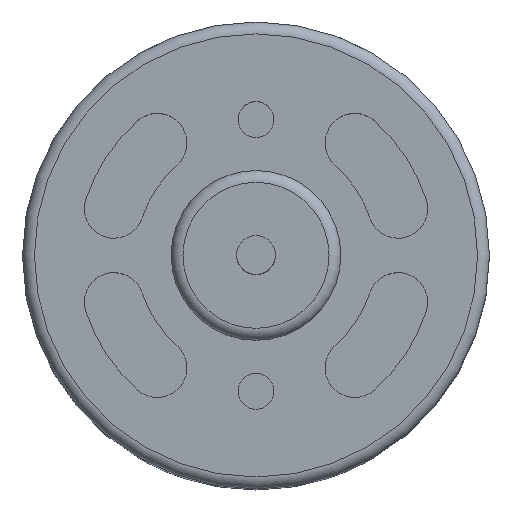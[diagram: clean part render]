
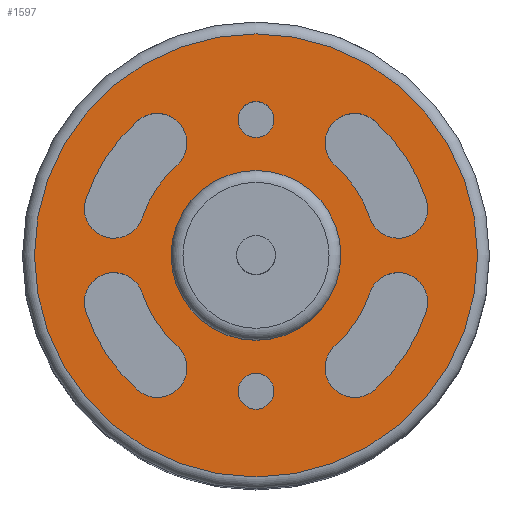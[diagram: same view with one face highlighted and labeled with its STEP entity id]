
A CAD part, top view. The second image highlights one B-rep face of the part: STEP entity #1597.
In plain terms, the highlighted planar face has unit normal (0, 0, 1).
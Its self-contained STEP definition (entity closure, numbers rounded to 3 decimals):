
#58=CIRCLE('',#1671,1.75);
#60=CIRCLE('',#1674,7.059);
#62=CIRCLE('',#1677,1.75);
#64=CIRCLE('',#1680,10.559);
#66=CIRCLE('',#1684,1.75);
#68=CIRCLE('',#1687,10.559);
#70=CIRCLE('',#1690,1.75);
#72=CIRCLE('',#1693,7.059);
#74=CIRCLE('',#1697,1.75);
#75=CIRCLE('',#1698,10.559);
#76=CIRCLE('',#1699,1.75);
#77=CIRCLE('',#1700,7.059);
#78=CIRCLE('',#1701,1.057);
#79=CIRCLE('',#1702,1.057);
#80=CIRCLE('',#1703,13.05);
#81=CIRCLE('',#1704,5.);
#82=CIRCLE('',#1705,7.059);
#83=CIRCLE('',#1706,1.75);
#84=CIRCLE('',#1707,10.559);
#85=CIRCLE('',#1708,1.75);
#192=ORIENTED_EDGE('',*,*,#466,.T.);
#193=ORIENTED_EDGE('',*,*,#456,.T.);
#194=ORIENTED_EDGE('',*,*,#460,.T.);
#195=ORIENTED_EDGE('',*,*,#463,.T.);
#196=ORIENTED_EDGE('',*,*,#444,.F.);
#197=ORIENTED_EDGE('',*,*,#454,.F.);
#198=ORIENTED_EDGE('',*,*,#451,.F.);
#199=ORIENTED_EDGE('',*,*,#448,.F.);
#200=ORIENTED_EDGE('',*,*,#468,.F.);
#201=ORIENTED_EDGE('',*,*,#469,.F.);
#202=ORIENTED_EDGE('',*,*,#470,.F.);
#203=ORIENTED_EDGE('',*,*,#471,.F.);
#204=ORIENTED_EDGE('',*,*,#472,.T.);
#205=ORIENTED_EDGE('',*,*,#473,.T.);
#206=ORIENTED_EDGE('',*,*,#474,.T.);
#207=ORIENTED_EDGE('',*,*,#475,.F.);
#208=ORIENTED_EDGE('',*,*,#476,.T.);
#209=ORIENTED_EDGE('',*,*,#477,.T.);
#210=ORIENTED_EDGE('',*,*,#478,.T.);
#211=ORIENTED_EDGE('',*,*,#479,.T.);
#444=EDGE_CURVE('',#590,#591,#58,.T.);
#448=EDGE_CURVE('',#591,#594,#60,.T.);
#451=EDGE_CURVE('',#594,#596,#62,.T.);
#454=EDGE_CURVE('',#596,#590,#64,.T.);
#456=EDGE_CURVE('',#598,#599,#66,.T.);
#460=EDGE_CURVE('',#599,#602,#68,.T.);
#463=EDGE_CURVE('',#602,#604,#70,.T.);
#466=EDGE_CURVE('',#604,#598,#72,.T.);
#468=EDGE_CURVE('',#606,#607,#74,.T.);
#469=EDGE_CURVE('',#608,#606,#75,.T.);
#470=EDGE_CURVE('',#609,#608,#76,.T.);
#471=EDGE_CURVE('',#607,#609,#77,.T.);
#472=EDGE_CURVE('',#610,#610,#78,.T.);
#473=EDGE_CURVE('',#611,#611,#79,.T.);
#474=EDGE_CURVE('',#612,#612,#80,.T.);
#475=EDGE_CURVE('',#613,#613,#81,.T.);
#476=EDGE_CURVE('',#614,#615,#82,.T.);
#477=EDGE_CURVE('',#615,#616,#83,.T.);
#478=EDGE_CURVE('',#616,#617,#84,.T.);
#479=EDGE_CURVE('',#617,#614,#85,.T.);
#590=VERTEX_POINT('',#2223);
#591=VERTEX_POINT('',#2224);
#594=VERTEX_POINT('',#2232);
#596=VERTEX_POINT('',#2238);
#598=VERTEX_POINT('',#2248);
#599=VERTEX_POINT('',#2249);
#602=VERTEX_POINT('',#2257);
#604=VERTEX_POINT('',#2263);
#606=VERTEX_POINT('',#2273);
#607=VERTEX_POINT('',#2274);
#608=VERTEX_POINT('',#2276);
#609=VERTEX_POINT('',#2278);
#610=VERTEX_POINT('',#2281);
#611=VERTEX_POINT('',#2283);
#612=VERTEX_POINT('',#2285);
#613=VERTEX_POINT('',#2287);
#614=VERTEX_POINT('',#2289);
#615=VERTEX_POINT('',#2290);
#616=VERTEX_POINT('',#2292);
#617=VERTEX_POINT('',#2294);
#863=EDGE_LOOP('',(#192,#193,#194,#195));
#864=EDGE_LOOP('',(#196,#197,#198,#199));
#865=EDGE_LOOP('',(#200,#201,#202,#203));
#866=EDGE_LOOP('',(#204));
#867=EDGE_LOOP('',(#205));
#868=EDGE_LOOP('',(#206));
#869=EDGE_LOOP('',(#207));
#870=EDGE_LOOP('',(#208,#209,#210,#211));
#957=FACE_BOUND('',#863,.T.);
#958=FACE_BOUND('',#864,.T.);
#959=FACE_BOUND('',#865,.T.);
#960=FACE_BOUND('',#866,.T.);
#961=FACE_BOUND('',#867,.T.);
#962=FACE_BOUND('',#868,.T.);
#963=FACE_BOUND('',#869,.T.);
#964=FACE_BOUND('',#870,.T.);
#1037=PLANE('',#1696);
#1597=ADVANCED_FACE('',(#957,#958,#959,#960,#961,#962,#963,#964),#1037,
 .T.);
#1671=AXIS2_PLACEMENT_3D('',#2222,#1843,#1844);
#1674=AXIS2_PLACEMENT_3D('',#2231,#1851,#1852);
#1677=AXIS2_PLACEMENT_3D('',#2237,#1858,#1859);
#1680=AXIS2_PLACEMENT_3D('',#2243,#1865,#1866);
#1684=AXIS2_PLACEMENT_3D('',#2247,#1873,#1874);
#1687=AXIS2_PLACEMENT_3D('',#2256,#1881,#1882);
#1690=AXIS2_PLACEMENT_3D('',#2262,#1888,#1889);
#1693=AXIS2_PLACEMENT_3D('',#2268,#1895,#1896);
#1696=AXIS2_PLACEMENT_3D('',#2271,#1901,#1902);
#1697=AXIS2_PLACEMENT_3D('',#2272,#1903,#1904);
#1698=AXIS2_PLACEMENT_3D('',#2275,#1905,#1906);
#1699=AXIS2_PLACEMENT_3D('',#2277,#1907,#1908);
#1700=AXIS2_PLACEMENT_3D('',#2279,#1909,#1910);
#1701=AXIS2_PLACEMENT_3D('',#2280,#1911,#1912);
#1702=AXIS2_PLACEMENT_3D('',#2282,#1913,#1914);
#1703=AXIS2_PLACEMENT_3D('',#2284,#1915,#1916);
#1704=AXIS2_PLACEMENT_3D('',#2286,#1917,#1918);
#1705=AXIS2_PLACEMENT_3D('',#2288,#1919,#1920);
#1706=AXIS2_PLACEMENT_3D('',#2291,#1921,#1922);
#1707=AXIS2_PLACEMENT_3D('',#2293,#1923,#1924);
#1708=AXIS2_PLACEMENT_3D('',#2295,#1925,#1926);
#1843=DIRECTION('',(0.,0.,1.));
#1844=DIRECTION('',(0.,-1.,0.));
#1851=DIRECTION('',(0.,0.,-1.));
#1852=DIRECTION('',(0.,1.,0.));
#1858=DIRECTION('',(0.,0.,1.));
#1859=DIRECTION('',(0.,1.,0.));
#1865=DIRECTION('',(0.,0.,1.));
#1866=DIRECTION('',(0.,1.,0.));
#1873=DIRECTION('',(0.,0.,-1.));
#1874=DIRECTION('',(0.,-1.,0.));
#1881=DIRECTION('',(0.,0.,-1.));
#1882=DIRECTION('',(0.,1.,0.));
#1888=DIRECTION('',(0.,0.,-1.));
#1889=DIRECTION('',(0.,1.,0.));
#1895=DIRECTION('',(0.,0.,1.));
#1896=DIRECTION('',(0.,1.,0.));
#1901=DIRECTION('',(0.,0.,1.));
#1902=DIRECTION('',(1.,0.,0.));
#1903=DIRECTION('',(0.,0.,1.));
#1904=DIRECTION('',(0.,1.,0.));
#1905=DIRECTION('',(0.,0.,1.));
#1906=DIRECTION('',(0.,-1.,0.));
#1907=DIRECTION('',(0.,0.,1.));
#1908=DIRECTION('',(0.,-1.,0.));
#1909=DIRECTION('',(0.,0.,-1.));
#1910=DIRECTION('',(0.,-1.,0.));
#1911=DIRECTION('',(0.,0.,-1.));
#1912=DIRECTION('',(0.,-1.,0.));
#1913=DIRECTION('',(0.,0.,-1.));
#1914=DIRECTION('',(0.,-1.,0.));
#1915=DIRECTION('',(0.,0.,1.));
#1916=DIRECTION('',(1.,0.,0.));
#1917=DIRECTION('',(0.,0.,1.));
#1918=DIRECTION('',(1.,0.,0.));
#1919=DIRECTION('',(0.,0.,1.));
#1920=DIRECTION('',(0.,-1.,0.));
#1921=DIRECTION('',(0.,0.,-1.));
#1922=DIRECTION('',(0.,1.,0.));
#1923=DIRECTION('',(0.,0.,-1.));
#1924=DIRECTION('',(0.,-1.,0.));
#1925=DIRECTION('',(0.,0.,-1.));
#1926=DIRECTION('',(0.,-1.,0.));
#2222=CARTESIAN_POINT('',(5.815,6.617,42.));
#2223=CARTESIAN_POINT('',(6.97,7.932,42.));
#2224=CARTESIAN_POINT('',(4.659,5.303,42.));
#2231=CARTESIAN_POINT('',(0.,0.,42.));
#2232=CARTESIAN_POINT('',(6.703,2.213,42.));
#2237=CARTESIAN_POINT('',(8.365,2.762,42.));
#2238=CARTESIAN_POINT('',(10.027,3.31,42.));
#2243=CARTESIAN_POINT('',(0.,0.,42.));
#2247=CARTESIAN_POINT('',(8.365,-2.762,42.));
#2248=CARTESIAN_POINT('',(6.703,-2.213,42.));
#2249=CARTESIAN_POINT('',(10.027,-3.31,42.));
#2256=CARTESIAN_POINT('',(0.,0.,42.));
#2257=CARTESIAN_POINT('',(6.97,-7.932,42.));
#2262=CARTESIAN_POINT('',(5.815,-6.617,42.));
#2263=CARTESIAN_POINT('',(4.659,-5.303,42.));
#2268=CARTESIAN_POINT('',(0.,0.,42.));
#2271=CARTESIAN_POINT('',(5.,0.,42.));
#2272=CARTESIAN_POINT('',(-5.815,-6.617,42.));
#2273=CARTESIAN_POINT('',(-6.97,-7.932,42.));
#2274=CARTESIAN_POINT('',(-4.659,-5.303,42.));
#2275=CARTESIAN_POINT('',(0.,0.,42.));
#2276=CARTESIAN_POINT('',(-10.027,-3.31,42.));
#2277=CARTESIAN_POINT('',(-8.365,-2.762,42.));
#2278=CARTESIAN_POINT('',(-6.703,-2.213,42.));
#2279=CARTESIAN_POINT('',(0.,0.,42.));
#2280=CARTESIAN_POINT('',(0.,8.,42.));
#2281=CARTESIAN_POINT('',(0.,6.944,42.));
#2282=CARTESIAN_POINT('',(0.,-8.,42.));
#2283=CARTESIAN_POINT('',(0.,-9.057,42.));
#2284=CARTESIAN_POINT('',(0.,0.,42.));
#2285=CARTESIAN_POINT('',(13.05,0.,42.));
#2286=CARTESIAN_POINT('',(0.,0.,42.));
#2287=CARTESIAN_POINT('',(5.,0.,42.));
#2288=CARTESIAN_POINT('',(0.,0.,42.));
#2289=CARTESIAN_POINT('',(-4.659,5.303,42.));
#2290=CARTESIAN_POINT('',(-6.703,2.213,42.));
#2291=CARTESIAN_POINT('',(-8.365,2.762,42.));
#2292=CARTESIAN_POINT('',(-10.027,3.31,42.));
#2293=CARTESIAN_POINT('',(0.,0.,42.));
#2294=CARTESIAN_POINT('',(-6.97,7.932,42.));
#2295=CARTESIAN_POINT('',(-5.815,6.617,42.));
